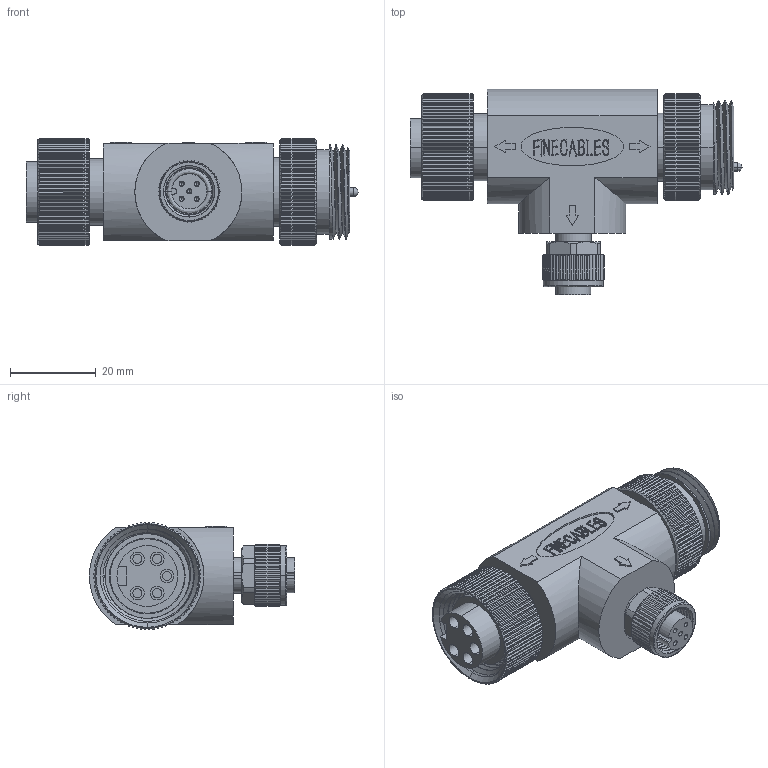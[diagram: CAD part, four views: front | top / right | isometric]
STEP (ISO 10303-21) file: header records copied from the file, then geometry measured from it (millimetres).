
FILE_DESCRIPTION (( 'STEP AP203' ), '1' );
FILE_NAME ('P355.STEP', '2020-04-15T06:40:55', ( 'edpusr' ), ( 'Microsoft' ), 'SwSTEP 2.0', 'SolidWorks 2015', '' );
FILE_SCHEMA (( 'CONFIG_CONTROL_DESIGN' ));
Length unit declared in the file: millimetre
Products named in the file (1): P355
Bounding box: 77.6 x 48 x 24.99 mm (x, y, z)
Volume: 37061 mm3; surface area: 17345.7 mm2
Topology: 5 solids, 5 shells, 1331 faces, 3732 edges, 2456 vertices
Faces by surface type: plane 804, cylinder 275, bspline 215, cone 37
Entity records: 54308 total; most frequent: CARTESIAN_POINT 22709, ORIENTED_EDGE 7412, DIRECTION 5255, EDGE_CURVE 3706, VERTEX_POINT 2456, LINE 1845, VECTOR 1845, AXIS2_PLACEMENT_3D 1705
